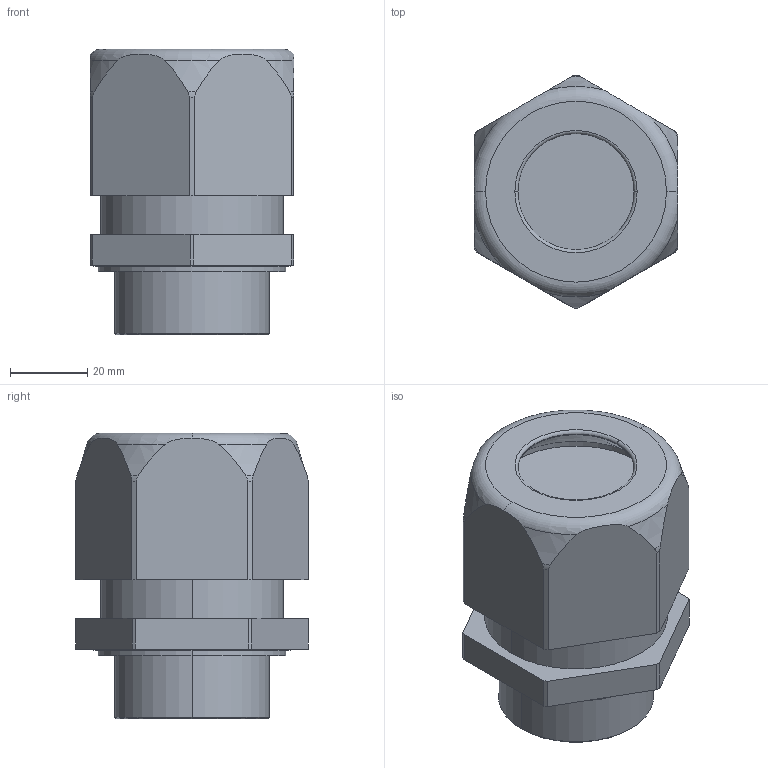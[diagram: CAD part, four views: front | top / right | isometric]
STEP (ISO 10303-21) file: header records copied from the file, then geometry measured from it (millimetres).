
FILE_DESCRIPTION(('CATIA V5 STEP Exchange','CAx-IF Rec.Pracs.--- Model Styling and Organization---1.4--- 2014-01-23'),'2;1');
FILE_NAME ('1210943-3_1_2722040000_2722040000.stp','2020-06-02T05:05:34+00:00',('none'),('Weidmueller'),'CATIA Version 5-6 Release 2016 SP3 HF44','CATIA V5 STEP AP214','none');
FILE_SCHEMA(('AUTOMOTIVE_DESIGN { 1 0 10303 214 1 1 1 1 }'));
Length unit declared in the file: millimetre
Products named in the file (1): 2722040000_VG M40 EXE 23-32 CR7J G4
Bounding box: 52.63 x 60.2 x 73.81 mm (x, y, z)
Volume: 99619 mm3; surface area: 38289.8 mm2
Topology: 4 solids, 4 shells, 83 faces, 198 edges, 128 vertices
Faces by surface type: cylinder 32, plane 25, cone 14, torus 12
Entity records: 2389 total; most frequent: CARTESIAN_POINT 634, ORIENTED_EDGE 396, DIRECTION 260, EDGE_CURVE 198, AXIS2_PLACEMENT_3D 144, VERTEX_POINT 128, CIRCLE 96, EDGE_LOOP 94
